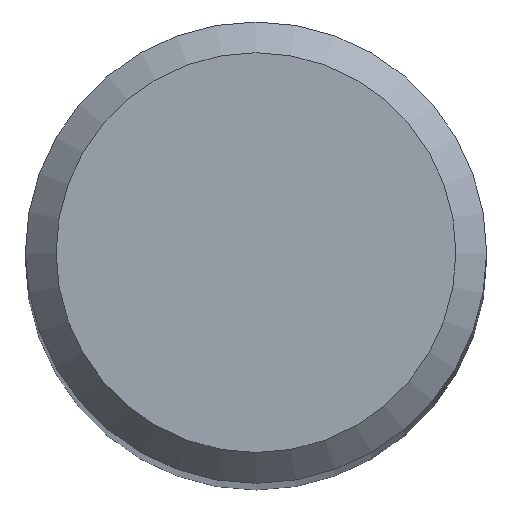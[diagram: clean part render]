
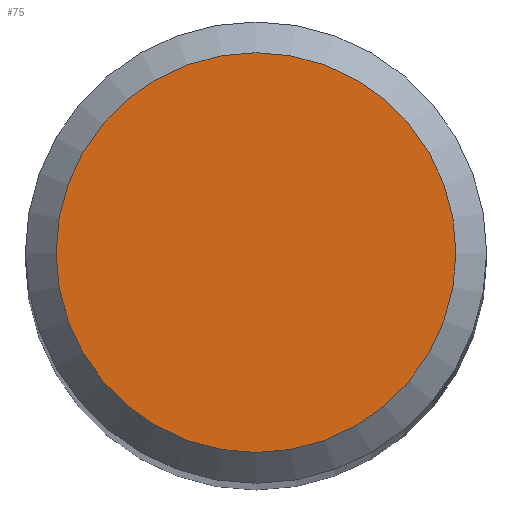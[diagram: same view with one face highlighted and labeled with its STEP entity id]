
A CAD part, top view. The second image highlights one B-rep face of the part: STEP entity #75.
In plain terms, the highlighted planar face has unit normal (0, 0, 1).
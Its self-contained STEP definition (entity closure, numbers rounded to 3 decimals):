
#75=ADVANCED_FACE('NONE',(#88),#84,.T.);
#84=PLANE('',#208);
#88=FACE_OUTER_BOUND('',#96,.T.);
#96=EDGE_LOOP('',(#114));
#114=ORIENTED_EDGE('',*,*,#138,.F.);
#129=VERTEX_POINT('',#293);
#138=EDGE_CURVE('NONE',#129,#129,#147,.T.);
#147=CIRCLE('',#207,1.3);
#207=AXIS2_PLACEMENT_3D('',#292,#242,#243);
#208=AXIS2_PLACEMENT_3D('',#294,#244,#245);
#242=DIRECTION('',(0.,0.,-1.));
#243=DIRECTION('',(-1.,0.,0.));
#244=DIRECTION('',(0.,0.,1.));
#245=DIRECTION('',(1.,0.,0.));
#292=CARTESIAN_POINT('',(0.,0.,0.));
#293=CARTESIAN_POINT('',(-1.3,0.,0.));
#294=CARTESIAN_POINT('',(0.,0.,0.));
